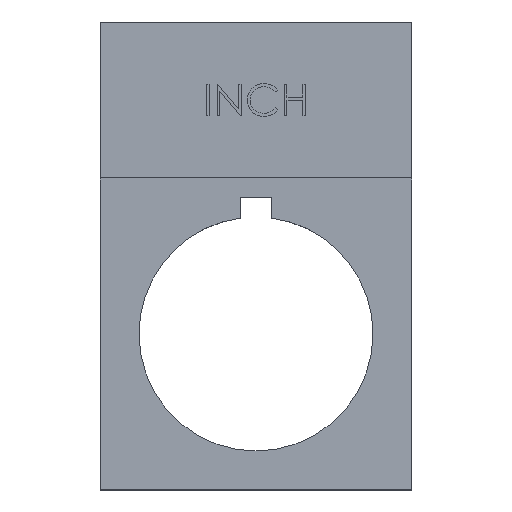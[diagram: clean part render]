
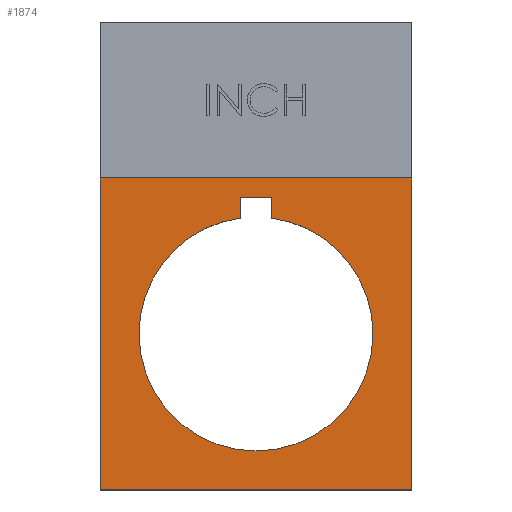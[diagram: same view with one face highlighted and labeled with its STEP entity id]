
A CAD part, top view. The second image highlights one B-rep face of the part: STEP entity #1874.
In plain terms, the highlighted planar face has unit normal (0, 0, 1).
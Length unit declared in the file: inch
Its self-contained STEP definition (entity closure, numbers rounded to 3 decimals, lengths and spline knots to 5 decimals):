
#23 = CARTESIAN_POINT ( 'NONE',  ( -0.59055, 0.59055, 0.01969 ) ) ;
#126 = AXIS2_PLACEMENT_3D ( 'NONE', #2921, #385, #2452 ) ;
#146 = DIRECTION ( 'NONE',  ( 1., 0., 0. ) ) ;
#265 = CIRCLE ( 'NONE', #2936, 0.44291 ) ;
#325 = VECTOR ( 'NONE', #1312, 39.37008 ) ;
#385 = DIRECTION ( 'NONE',  ( 0., 0., -1. ) ) ;
#433 = CARTESIAN_POINT ( 'NONE',  ( 0.05906, 0.43896, 0.01969 ) ) ;
#482 = VERTEX_POINT ( 'NONE', #2400 ) ;
#552 = ORIENTED_EDGE ( 'NONE', *, *, #2238, .T. ) ;
#555 = EDGE_CURVE ( 'NONE', #793, #719, #2701, .T. ) ;
#579 = VECTOR ( 'NONE', #2495, 39.37008 ) ;
#625 = CARTESIAN_POINT ( 'NONE',  ( 0.44291, 0., 0.01969 ) ) ;
#639 = VERTEX_POINT ( 'NONE', #625 ) ;
#648 = CARTESIAN_POINT ( 'NONE',  ( -0.59055, 1.1811, 0.01969 ) ) ;
#665 = EDGE_CURVE ( 'NONE', #2489, #639, #265, .T. ) ;
#670 = ORIENTED_EDGE ( 'NONE', *, *, #555, .T. ) ;
#707 = ORIENTED_EDGE ( 'NONE', *, *, #921, .F. ) ;
#719 = VERTEX_POINT ( 'NONE', #1876 ) ;
#751 = EDGE_CURVE ( 'NONE', #482, #793, #1096, .T. ) ;
#759 = AXIS2_PLACEMENT_3D ( 'NONE', #2335, #2807, #2363 ) ;
#793 = VERTEX_POINT ( 'NONE', #1782 ) ;
#824 = CARTESIAN_POINT ( 'NONE',  ( 0.59055, -0.59055, 0.01969 ) ) ;
#830 = EDGE_CURVE ( 'NONE', #1854, #1439, #2065, .T. ) ;
#921 = EDGE_CURVE ( 'NONE', #1584, #2053, #2419, .T. ) ;
#958 = VECTOR ( 'NONE', #1849, 39.37008 ) ;
#973 = EDGE_CURVE ( 'NONE', #639, #482, #1641, .T. ) ;
#1096 = CIRCLE ( 'NONE', #2719, 0.44291 ) ;
#1106 = LINE ( 'NONE', #433, #2861 ) ;
#1117 = CARTESIAN_POINT ( 'NONE',  ( 0.59055, -0.59055, 0.01969 ) ) ;
#1144 = DIRECTION ( 'NONE',  ( 0., -1., 0. ) ) ;
#1165 = DIRECTION ( 'NONE',  ( 1., 0., 0. ) ) ;
#1180 = VECTOR ( 'NONE', #146, 39.37008 ) ;
#1284 = FACE_OUTER_BOUND ( 'NONE', #1512, .T. ) ;
#1312 = DIRECTION ( 'NONE',  ( 0., 1., 0. ) ) ;
#1327 = CARTESIAN_POINT ( 'NONE',  ( 0.05906, 0.5177, 0.01969 ) ) ;
#1350 = DIRECTION ( 'NONE',  ( 0., 0., -1. ) ) ;
#1434 = CARTESIAN_POINT ( 'NONE',  ( -0.19685, 0.59055, 0.01969 ) ) ;
#1439 = VERTEX_POINT ( 'NONE', #1776 ) ;
#1512 = EDGE_LOOP ( 'NONE', ( #2090, #707, #1669, #2076 ) ) ;
#1569 = CARTESIAN_POINT ( 'NONE',  ( -0.05906, 0.5177, 0.01969 ) ) ;
#1584 = VERTEX_POINT ( 'NONE', #2632 ) ;
#1592 = DIRECTION ( 'NONE',  ( 0., 0., -1. ) ) ;
#1641 = CIRCLE ( 'NONE', #126, 0.44291 ) ;
#1657 = PLANE ( 'NONE',  #759 ) ;
#1669 = ORIENTED_EDGE ( 'NONE', *, *, #2673, .T. ) ;
#1686 = CARTESIAN_POINT ( 'NONE',  ( 0.59055, 0.59055, 0.01969 ) ) ;
#1689 = EDGE_CURVE ( 'NONE', #719, #1725, #1794, .T. ) ;
#1725 = VERTEX_POINT ( 'NONE', #1327 ) ;
#1759 = FACE_BOUND ( 'NONE', #2017, .T. ) ;
#1776 = CARTESIAN_POINT ( 'NONE',  ( -0.59055, 0.59055, 0.01969 ) ) ;
#1782 = CARTESIAN_POINT ( 'NONE',  ( -0.05906, 0.43896, 0.01969 ) ) ;
#1794 = LINE ( 'NONE', #2223, #1180 ) ;
#1849 = DIRECTION ( 'NONE',  ( -1., 0., 0. ) ) ;
#1854 = VERTEX_POINT ( 'NONE', #2077 ) ;
#1874 = ADVANCED_FACE ( 'NONE', ( #1759, #1284 ), #1657, .T. ) ;
#1876 = CARTESIAN_POINT ( 'NONE',  ( -0.05906, 0.5177, 0.01969 ) ) ;
#1923 = CARTESIAN_POINT ( 'NONE',  ( 0.19685, 0.59055, 0.01969 ) ) ;
#1979 = CARTESIAN_POINT ( 'NONE',  ( 0., 0., 0.01969 ) ) ;
#1999 = ORIENTED_EDGE ( 'NONE', *, *, #1689, .T. ) ;
#2003 = DIRECTION ( 'NONE',  ( 1., 0., 0. ) ) ;
#2017 = EDGE_LOOP ( 'NONE', ( #1999, #552, #2899, #2414, #2023, #670 ) ) ;
#2023 = ORIENTED_EDGE ( 'NONE', *, *, #751, .T. ) ;
#2053 = VERTEX_POINT ( 'NONE', #824 ) ;
#2065 = LINE ( 'NONE', #648, #2596 ) ;
#2076 = ORIENTED_EDGE ( 'NONE', *, *, #830, .F. ) ;
#2077 = CARTESIAN_POINT ( 'NONE',  ( -0.59055, -0.59055, 0.01969 ) ) ;
#2090 = ORIENTED_EDGE ( 'NONE', *, *, #2942, .F. ) ;
#2223 = CARTESIAN_POINT ( 'NONE',  ( 0.05906, 0.5177, 0.01969 ) ) ;
#2238 = EDGE_CURVE ( 'NONE', #1725, #2489, #1106, .T. ) ;
#2324 = CARTESIAN_POINT ( 'NONE',  ( 0.05906, 0.43896, 0.01969 ) ) ;
#2335 = CARTESIAN_POINT ( 'NONE',  ( 0., 0.29528, 0.01969 ) ) ;
#2363 = DIRECTION ( 'NONE',  ( 1., 0., 0. ) ) ;
#2400 = CARTESIAN_POINT ( 'NONE',  ( -0.44291, 0., 0.01969 ) ) ;
#2414 = ORIENTED_EDGE ( 'NONE', *, *, #973, .T. ) ;
#2419 = LINE ( 'NONE', #1117, #579 ) ;
#2452 = DIRECTION ( 'NONE',  ( 1., 0., 0. ) ) ;
#2462 = DIRECTION ( 'NONE',  ( 0., 1., 0. ) ) ;
#2489 = VERTEX_POINT ( 'NONE', #2324 ) ;
#2495 = DIRECTION ( 'NONE',  ( 0., -1., 0. ) ) ;
#2546 = CARTESIAN_POINT ( 'NONE',  ( 0., 0., 0.01969 ) ) ;
#2596 = VECTOR ( 'NONE', #2462, 39.37008 ) ;
#2613 = B_SPLINE_CURVE_WITH_KNOTS ( 'NONE', 3,
 ( #1686, #1923, #1434, #23 ),
 .UNSPECIFIED., .F., .F.,
 ( 4, 4 ),
 ( 0., 1. ),
 .UNSPECIFIED. ) ;
#2632 = CARTESIAN_POINT ( 'NONE',  ( 0.59055, 0.59055, 0.01969 ) ) ;
#2673 = EDGE_CURVE ( 'NONE', #1584, #1439, #2613, .T. ) ;
#2701 = LINE ( 'NONE', #1569, #325 ) ;
#2719 = AXIS2_PLACEMENT_3D ( 'NONE', #2546, #1350, #1165 ) ;
#2760 = CARTESIAN_POINT ( 'NONE',  ( -0.59055, -0.59055, 0.01969 ) ) ;
#2807 = DIRECTION ( 'NONE',  ( 0., 0., 1. ) ) ;
#2861 = VECTOR ( 'NONE', #1144, 39.37008 ) ;
#2899 = ORIENTED_EDGE ( 'NONE', *, *, #665, .T. ) ;
#2921 = CARTESIAN_POINT ( 'NONE',  ( 0., 0., 0.01969 ) ) ;
#2936 = AXIS2_PLACEMENT_3D ( 'NONE', #1979, #1592, #2003 ) ;
#2942 = EDGE_CURVE ( 'NONE', #2053, #1854, #2978, .T. ) ;
#2978 = LINE ( 'NONE', #2760, #958 ) ;
